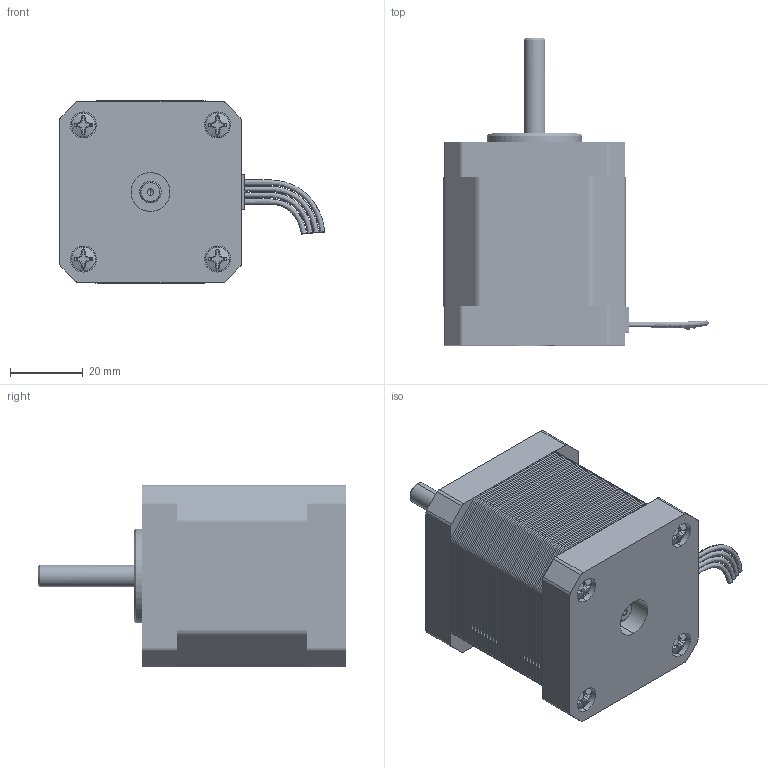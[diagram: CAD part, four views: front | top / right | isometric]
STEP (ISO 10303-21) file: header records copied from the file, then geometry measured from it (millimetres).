
FILE_DESCRIPTION(('FreeCAD Model'),'2;1');
FILE_NAME('Open CASCADE Shape Model','2025-05-03T17:16:24',('FreeCAD'),( 'FreeCAD'),'Open CASCADE STEP processor 7.6','FreeCAD','Unknown');
FILE_SCHEMA(('AUTOMOTIVE_DESIGN { 1 0 10303 214 1 1 1 1 }'));
Products named in the file (1): Open CASCADE STEP translator 7.6 1
Bounding box: 72.91 x 84.31 x 50.11 mm (x, y, z)
Volume: 132591.3 mm3; surface area: 302515.3 mm2
Topology: 96 solids, 96 shells, 2337 faces, 6327 edges, 4189 vertices
Faces by surface type: bspline 2337
Entity records: 103822 total; most frequent: CARTESIAN_POINT 67532, ORIENTED_EDGE 12646, EDGE_CURVE 6323, VERTEX_POINT 4189, B_SPLINE_CURVE_WITH_KNOTS 3859, FACE_BOUND 2858, EDGE_LOOP 2858, ADVANCED_FACE 2337
